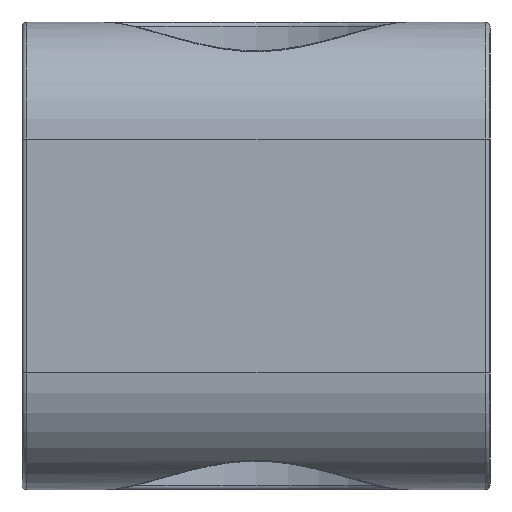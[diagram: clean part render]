
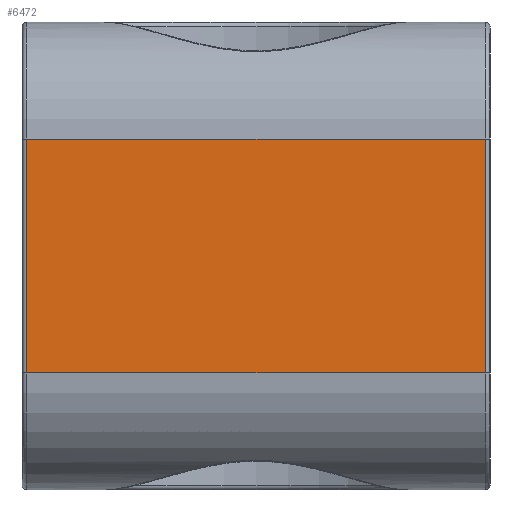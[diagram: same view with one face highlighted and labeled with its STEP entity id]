
A CAD part, left-side view. The second image highlights one B-rep face of the part: STEP entity #6472.
In plain terms, the highlighted planar face has unit normal (-1, 0, 0).
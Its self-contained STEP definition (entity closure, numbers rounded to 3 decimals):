
#548=LINE('',#11449,#944);
#549=LINE('',#11452,#945);
#550=LINE('',#11454,#946);
#551=LINE('',#11456,#947);
#944=VECTOR('',#8779,1000.);
#945=VECTOR('',#8780,1000.);
#946=VECTOR('',#8781,1000.);
#947=VECTOR('',#8782,1000.);
#1113=PLANE('',#7174);
#2714=ORIENTED_EDGE('',*,*,#4145,.F.);
#2715=ORIENTED_EDGE('',*,*,#4146,.F.);
#2716=ORIENTED_EDGE('',*,*,#4147,.F.);
#2717=ORIENTED_EDGE('',*,*,#4148,.F.);
#4145=EDGE_CURVE('',#4902,#4903,#548,.T.);
#4146=EDGE_CURVE('',#4904,#4902,#549,.T.);
#4147=EDGE_CURVE('',#4905,#4904,#550,.F.);
#4148=EDGE_CURVE('',#4903,#4905,#551,.F.);
#4902=VERTEX_POINT('',#11450);
#4903=VERTEX_POINT('',#11451);
#4904=VERTEX_POINT('',#11453);
#4905=VERTEX_POINT('',#11455);
#5350=EDGE_LOOP('',(#2714,#2715,#2716,#2717));
#5826=FACE_BOUND('',#5350,.T.);
#6472=ADVANCED_FACE('',(#5826),#1113,.T.);
#7174=AXIS2_PLACEMENT_3D('',#11448,#8777,#8778);
#8777=DIRECTION('',(-1.,0.,0.));
#8778=DIRECTION('',(0.,0.,-1.));
#8779=DIRECTION('',(0.,-1.,0.));
#8780=DIRECTION('',(0.,0.,1.));
#8781=DIRECTION('',(0.,-1.,0.));
#8782=DIRECTION('',(0.,0.,1.));
#11448=CARTESIAN_POINT('',(-15.,10.,-5.));
#11449=CARTESIAN_POINT('',(-15.,10.,2.5));
#11450=CARTESIAN_POINT('',(-15.,9.9,2.5));
#11451=CARTESIAN_POINT('',(-15.,0.1,2.5));
#11452=CARTESIAN_POINT('',(-15.,9.9,2.5));
#11453=CARTESIAN_POINT('',(-15.,9.9,-2.5));
#11454=CARTESIAN_POINT('',(-15.,10.,-2.5));
#11455=CARTESIAN_POINT('',(-15.,0.1,-2.5));
#11456=CARTESIAN_POINT('',(-15.,0.1,-5.));
